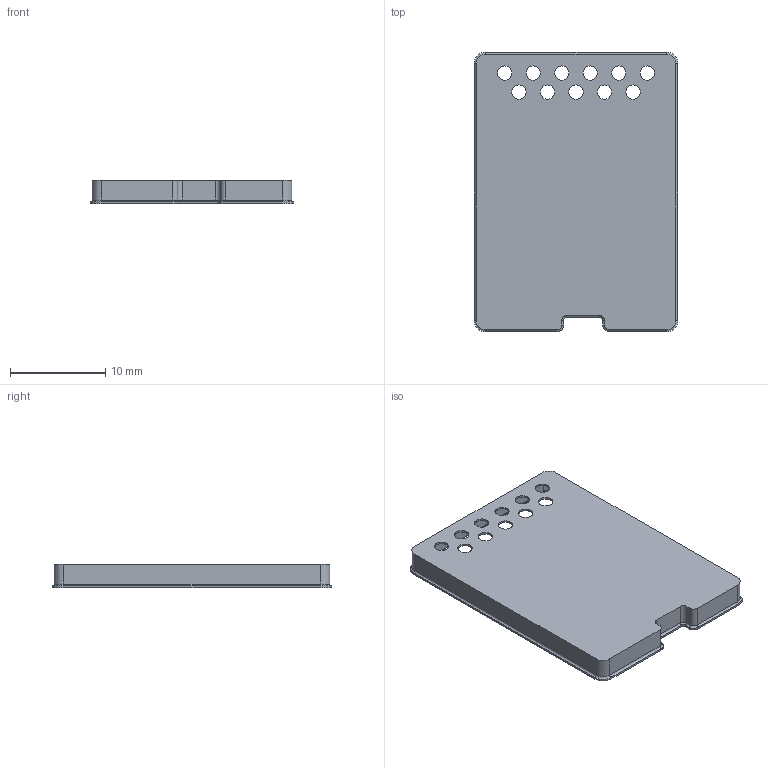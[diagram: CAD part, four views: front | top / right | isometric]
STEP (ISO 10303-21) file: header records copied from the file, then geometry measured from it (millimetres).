
FILE_DESCRIPTION((''),'2;1');
FILE_NAME('PRT0008','2023-04-07T',('Administrator'),(''),'PRO/ENGINEER BY PARAMETRIC TECHNOLOGY CORPORATION, 2008380','PRO/ENGINEER BY PARAMETRIC TECHNOLOGY CORPORATION, 2008380','');
FILE_SCHEMA(('CONFIG_CONTROL_DESIGN'));
Length unit declared in the file: millimetre
Products named in the file (1): PRT0008
Bounding box: 21.4 x 29.4 x 2.5 mm (x, y, z)
Volume: 166.3 mm3; surface area: 1677 mm2
Topology: 1 solids, 1 shells, 105 faces, 258 edges, 156 vertices
Faces by surface type: cylinder 62, plane 27, torus 16
Entity records: 3182 total; most frequent: DIRECTION 600, CARTESIAN_POINT 519, ORIENTED_EDGE 516, EDGE_CURVE 258, AXIS2_PLACEMENT_3D 237, VERTEX_POINT 156, CIRCLE 132, EDGE_LOOP 128
